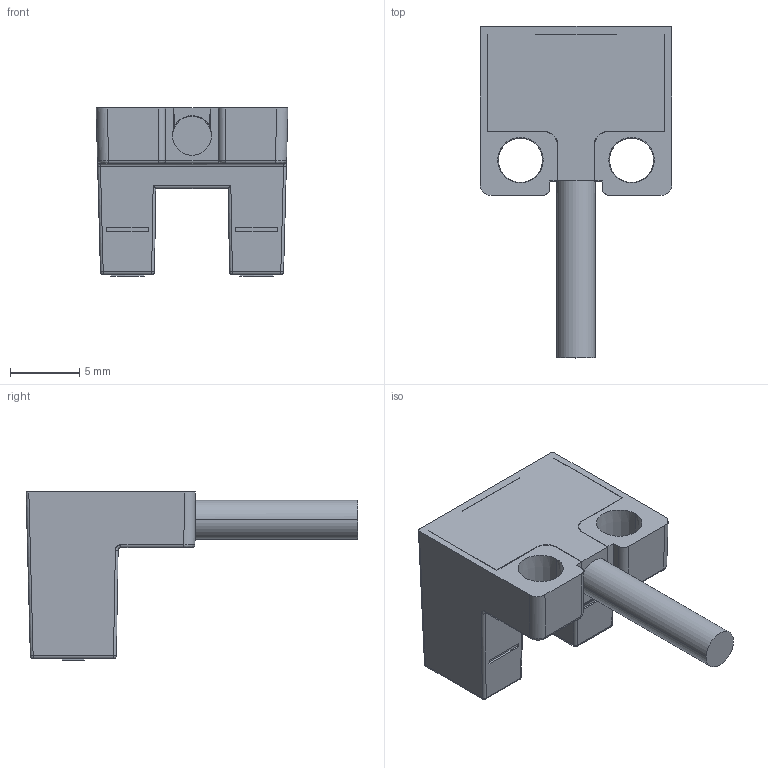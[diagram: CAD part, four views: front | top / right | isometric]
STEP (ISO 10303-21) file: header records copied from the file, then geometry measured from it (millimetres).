
FILE_DESCRIPTION((''),'2;1');
FILE_NAME('SL-205','2021-12-23T',('EDY'),(''),'CREO PARAMETRIC BY PTC INC, 2018070','CREO PARAMETRIC BY PTC INC, 2018070','');
FILE_SCHEMA(('CONFIG_CONTROL_DESIGN'));
Length unit declared in the file: millimetre
Products named in the file (1): SL-205
Bounding box: 13.81 x 23.9 x 12.1 mm (x, y, z)
Volume: 986.2 mm3; surface area: 1373.8 mm2
Topology: 1 solids, 1 shells, 211 faces, 586 edges, 374 vertices
Faces by surface type: plane 154, cylinder 34, cone 9, sphere 8, bspline 6
Entity records: 6845 total; most frequent: CARTESIAN_POINT 1458, ORIENTED_EDGE 1156, DIRECTION 1015, EDGE_CURVE 578, VECTOR 473, LINE 473, VERTEX_POINT 374, AXIS2_PLACEMENT_3D 271
